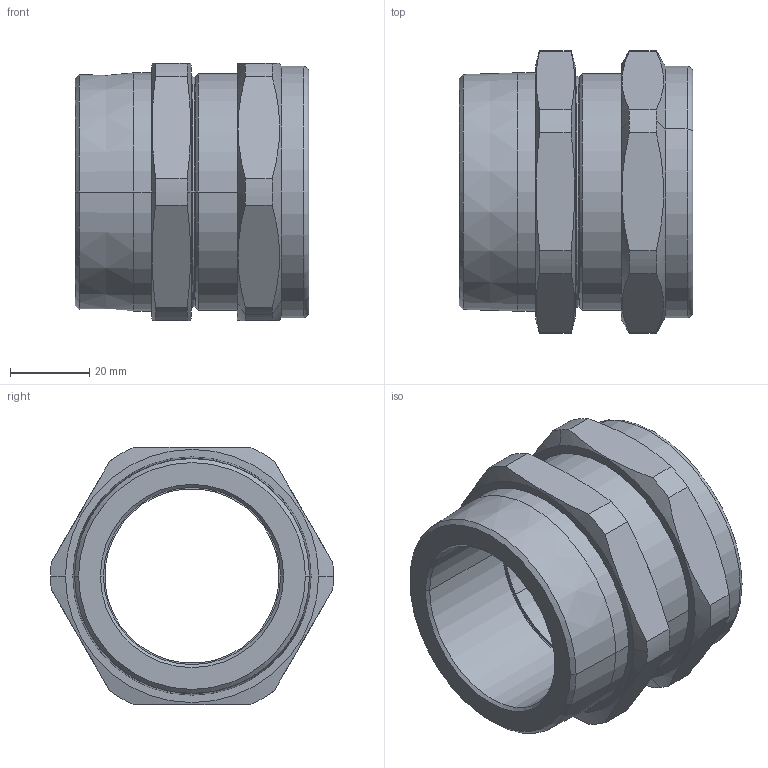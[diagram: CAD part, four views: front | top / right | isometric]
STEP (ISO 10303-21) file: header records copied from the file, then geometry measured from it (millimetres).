
FILE_DESCRIPTION (( 'STEP AP203' ), '1' );
FILE_NAME ('CG-200A174.STEP', '2020-07-09T08:56:50', ( '' ), ( '' ), 'SwSTEP 2.0', 'SolidWorks 2017', '' );
FILE_SCHEMA (( 'CONFIG_CONTROL_DESIGN' ));
Length unit declared in the file: millimetre
Products named in the file (1): CG-200A174
Bounding box: 59.14 x 71.5 x 65 mm (x, y, z)
Surface area: 28889.7 mm2 (no closed solid volume)
Topology: 0 solids, 5 shells, 89 faces, 354 edges, 274 vertices
Faces by surface type: cylinder 32, cone 28, plane 21, torus 8
Entity records: 5217 total; most frequent: CARTESIAN_POINT 2302, DIRECTION 550, ORIENTED_EDGE 548, EDGE_CURVE 354, VERTEX_POINT 274, AXIS2_PLACEMENT_3D 208, LINE 134, VECTOR 134
